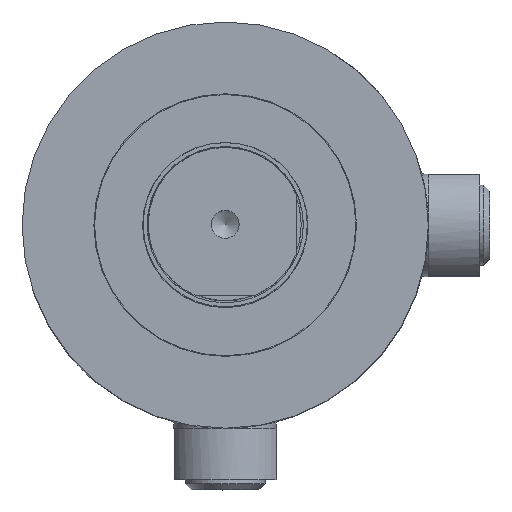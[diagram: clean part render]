
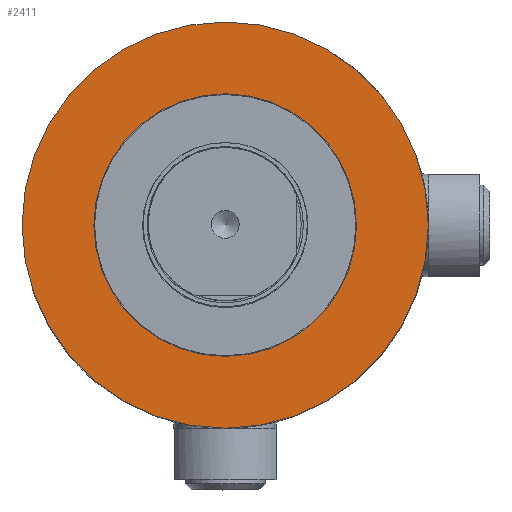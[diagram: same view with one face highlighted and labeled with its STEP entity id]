
A CAD part, top view. The second image highlights one B-rep face of the part: STEP entity #2411.
In plain terms, the highlighted planar face has unit normal (0, 0, 1).
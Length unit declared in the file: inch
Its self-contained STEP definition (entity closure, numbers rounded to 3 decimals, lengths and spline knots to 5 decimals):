
#2377=CARTESIAN_POINT('',(22.97319,0.,8.4211));
#2378=VERTEX_POINT('',#2377);
#2379=CARTESIAN_POINT('',(22.33319,0.,8.4211));
#2380=DIRECTION('',(0.0,0.0,-1.0));
#2381=DIRECTION('',(1.0,0.0,0.0));
#2382=AXIS2_PLACEMENT_3D('',#2379,#2380,#2381);
#2383=CIRCLE('',#2382,0.64);
#2384=EDGE_CURVE('',#2378,#2378,#2383,.T.);
#2392=CARTESIAN_POINT('',(23.14819,0.,8.4211));
#2393=DIRECTION('',(0.0,0.0,1.0));
#2394=DIRECTION('',(1.0,0.0,0.0));
#2395=AXIS2_PLACEMENT_3D('',#2392,#2393,#2394);
#2396=PLANE('',#2395);
#2397=CARTESIAN_POINT('',(23.32319,0.,8.4211));
#2398=VERTEX_POINT('',#2397);
#2399=CARTESIAN_POINT('',(22.33319,0.,8.4211));
#2400=DIRECTION('',(0.0,0.0,-1.0));
#2401=DIRECTION('',(1.0,0.0,0.0));
#2402=AXIS2_PLACEMENT_3D('',#2399,#2400,#2401);
#2403=CIRCLE('',#2402,0.99);
#2404=EDGE_CURVE('',#2398,#2398,#2403,.T.);
#2405=ORIENTED_EDGE('',*,*,#2404,.F.);
#2406=EDGE_LOOP('',(#2405));
#2407=FACE_OUTER_BOUND('',#2406,.T.);
#2408=ORIENTED_EDGE('',*,*,#2384,.T.);
#2409=EDGE_LOOP('',(#2408));
#2410=FACE_BOUND('',#2409,.T.);
#2411=ADVANCED_FACE('',(#2407,#2410),#2396,.T.);
